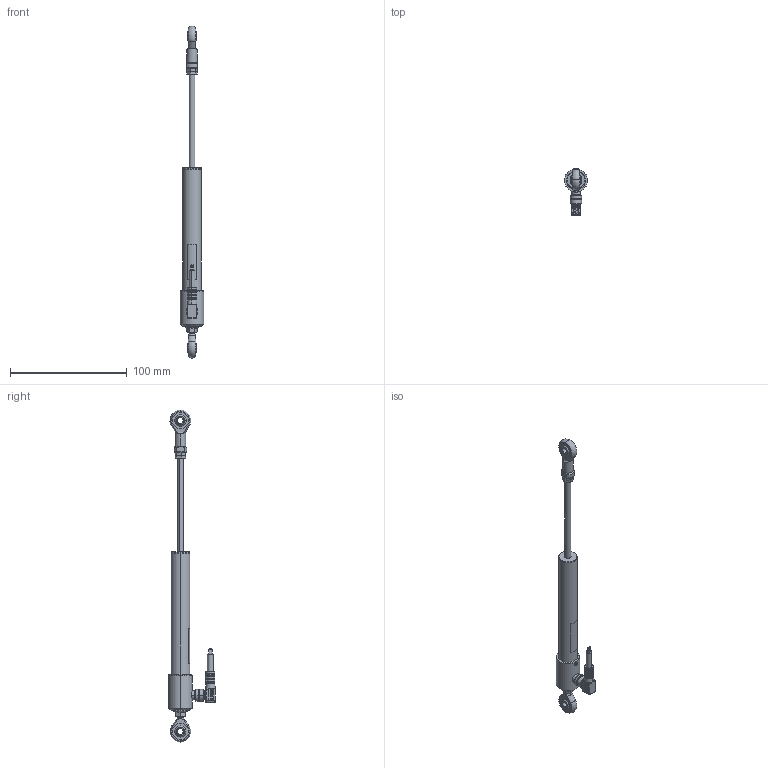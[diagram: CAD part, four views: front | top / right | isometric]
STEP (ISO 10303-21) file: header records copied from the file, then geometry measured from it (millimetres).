
FILE_DESCRIPTION (( 'STEP AP214' ), '1' );
FILE_NAME ('TX2_0075_Stecker_aus.STEP', '2011-01-17T13:19:21', ( 'novotechnik' ), ( 'novotechnik' ), 'SwSTEP 2.0', 'SolidWorks 2010', '' );
FILE_SCHEMA (( 'AUTOMOTIVE_DESIGN' ));
Length unit declared in the file: millimetre
Products named in the file (1): TX2_0075_Stecker_aus
Bounding box: 20 x 39.8 x 284.27 mm (x, y, z)
Surface area: 14663.2 mm2 (no closed solid volume)
Topology: 0 solids, 18 shells, 462 faces, 1257 edges, 774 vertices
Faces by surface type: cylinder 171, plane 146, cone 54, torus 54, bspline 33, sphere 4
Entity records: 20653 total; most frequent: CARTESIAN_POINT 4447, DIRECTION 2356, ORIENTED_EDGE 2214, EDGE_CURVE 1235, AXIS2_PLACEMENT_3D 955, VERTEX_POINT 768, CIRCLE 525, EDGE_LOOP 498
